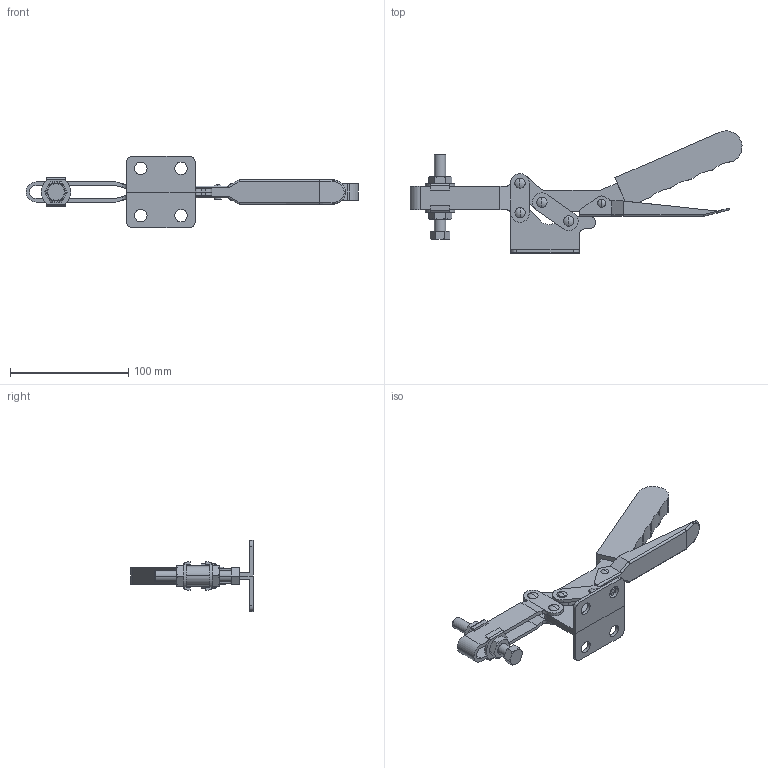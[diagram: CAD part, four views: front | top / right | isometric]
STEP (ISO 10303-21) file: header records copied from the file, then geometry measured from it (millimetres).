
FILE_DESCRIPTION (( 'STEP AP214' ), '1' );
FILE_NAME ('GH-21385(Â²¤Æ).STEP', '2020-07-15T09:34:09', ( 'LinWei' ), ( '' ), 'SwSTEP 2.0', 'SolidWorks 2016', '' );
FILE_SCHEMA (( 'AUTOMOTIVE_DESIGN' ));
Length unit declared in the file: millimetre
Products named in the file (6): Group5^GH-21385(簡化); Group4^GH-21385(簡化); Group3^GH-21385(簡化); Group2^GH-21385(簡化); Group1^GH-21385(簡化); GH-21385(簡化)
Assembly tree (5 placements, depth 2):
  GH-21385(簡化)
    Group1^GH-21385(簡化)
    Group2^GH-21385(簡化)
    Group3^GH-21385(簡化)
    Group4^GH-21385(簡化)
    Group5^GH-21385(簡化)
Bounding box: 280.52 x 103.13 x 60 mm (x, y, z)
Volume: 105054.8 mm3; surface area: 55157.3 mm2
Topology: 6 solids, 8 shells, 351 faces, 879 edges, 568 vertices
Faces by surface type: plane 152, cylinder 145, cone 40, sphere 10, bspline 4
Entity records: 12133 total; most frequent: CARTESIAN_POINT 2447, DIRECTION 1799, ORIENTED_EDGE 1758, EDGE_CURVE 879, AXIS2_PLACEMENT_3D 672, VERTEX_POINT 568, VECTOR 455, LINE 455
